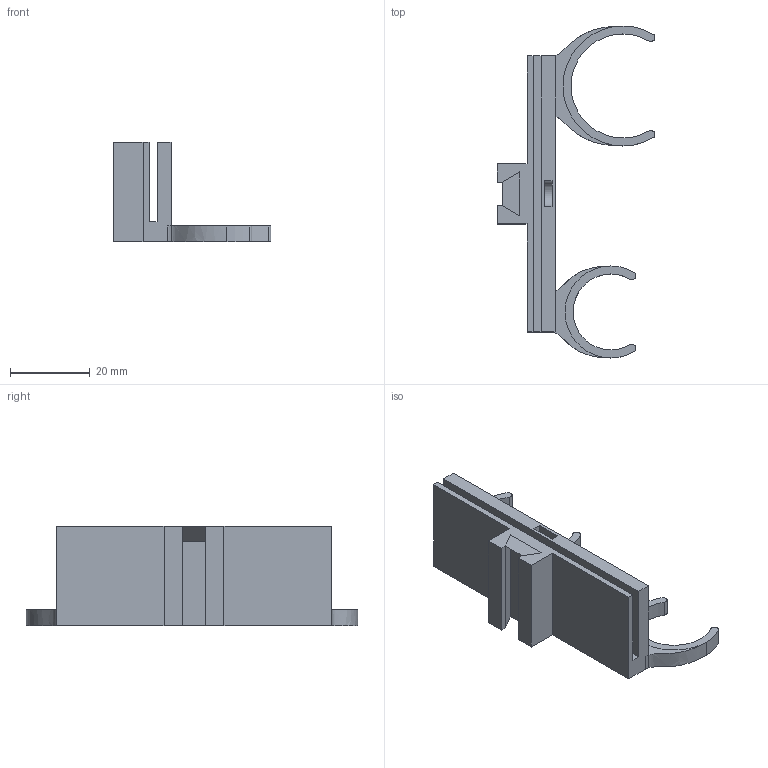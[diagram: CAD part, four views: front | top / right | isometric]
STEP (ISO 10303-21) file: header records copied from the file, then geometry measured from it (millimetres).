
FILE_DESCRIPTION(('FreeCAD Model'),'2;1');
FILE_NAME('Open CASCADE Shape Model','2021-12-08T17:07:29',('Author'),( ''),'Open CASCADE STEP processor 7.5','FreeCAD','Unknown');
FILE_SCHEMA(('AUTOMOTIVE_DESIGN { 1 0 10303 214 1 1 1 1 }'));
Length unit declared in the file: millimetre
Products named in the file (4): Tool holder; Knife holder; Glue stick holder; Frame
Assembly tree (3 placements, depth 2):
  Tool holder
    Knife holder
    Glue stick holder
    Frame
Bounding box: 39.5 x 83 x 25 mm (x, y, z)
Volume: 12291.6 mm3; surface area: 10488 mm2
Topology: 3 solids, 3 shells, 55 faces, 130 edges, 82 vertices
Faces by surface type: plane 40, cylinder 11, extrusion 4
Entity records: 4138 total; most frequent: CARTESIAN_POINT 1431, DIRECTION 492, VECTOR 306, LINE 302, ORIENTED_EDGE 260, PCURVE 260, DEFINITIONAL_REPRESENTATION 260, EDGE_CURVE 130
